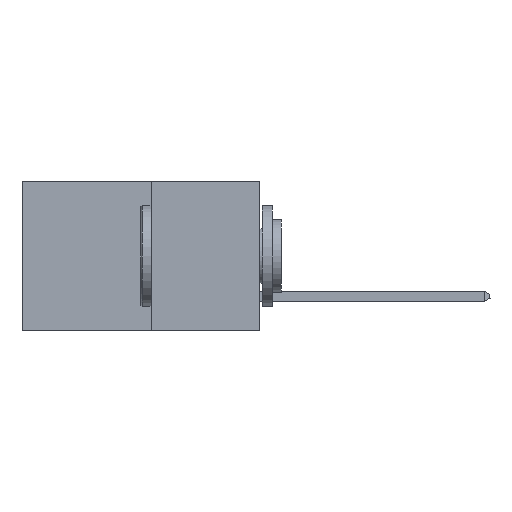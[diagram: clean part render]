
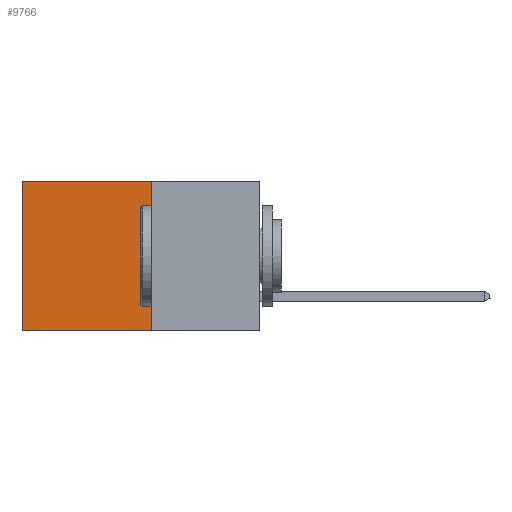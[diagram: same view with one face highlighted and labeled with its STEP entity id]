
A CAD part, left-side view. The second image highlights one B-rep face of the part: STEP entity #9766.
In plain terms, the highlighted planar face has unit normal (-1, 0, 0).
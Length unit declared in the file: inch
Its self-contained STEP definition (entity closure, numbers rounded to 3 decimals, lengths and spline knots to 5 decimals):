
#1198 = CARTESIAN_POINT ( 'NONE',  ( 0.277, 0.27, -0.37 ) ) ;
#3802 = VERTEX_POINT ( 'NONE', #6473 ) ;
#4069 = ORIENTED_EDGE ( 'NONE', *, *, #27360, .F. ) ;
#4176 = VERTEX_POINT ( 'NONE', #29098 ) ;
#5181 = FACE_OUTER_BOUND ( 'NONE', #26465, .T. ) ;
#5761 = VECTOR ( 'NONE', #8286, 39.37008 ) ;
#6308 = CARTESIAN_POINT ( 'NONE',  ( 0.277, 0.59, -0.37 ) ) ;
#6473 = CARTESIAN_POINT ( 'NONE',  ( 0.277, 0.59, -0.37 ) ) ;
#8286 = DIRECTION ( 'NONE',  ( 0., 1., 0. ) ) ;
#8866 = LINE ( 'NONE', #6308, #29477 ) ;
#9000 = CARTESIAN_POINT ( 'NONE',  ( 0.277, 0.27, 0. ) ) ;
#9061 = ORIENTED_EDGE ( 'NONE', *, *, #12697, .F. ) ;
#9766 = ADVANCED_FACE ( 'NONE', ( #5181 ), #26702, .F. ) ;
#10411 = AXIS2_PLACEMENT_3D ( 'NONE', #26813, #11293, #29343 ) ;
#10675 = DIRECTION ( 'NONE',  ( 0., 0., -1. ) ) ;
#11274 = DIRECTION ( 'NONE',  ( 0., 1., 0. ) ) ;
#11293 = DIRECTION ( 'NONE',  ( 1., 0., 0. ) ) ;
#12427 = VERTEX_POINT ( 'NONE', #1198 ) ;
#12686 = LINE ( 'NONE', #18662, #5761 ) ;
#12697 = EDGE_CURVE ( 'NONE', #12427, #3802, #12686, .T. ) ;
#15189 = LINE ( 'NONE', #19014, #22886 ) ;
#18344 = VECTOR ( 'NONE', #10675, 39.37008 ) ;
#18662 = CARTESIAN_POINT ( 'NONE',  ( 0.277, 0.27, -0.37 ) ) ;
#19014 = CARTESIAN_POINT ( 'NONE',  ( 0.277, 0.27, 0. ) ) ;
#19728 = EDGE_CURVE ( 'NONE', #4176, #3802, #8866, .T. ) ;
#21434 = ORIENTED_EDGE ( 'NONE', *, *, #19728, .T. ) ;
#22886 = VECTOR ( 'NONE', #11274, 39.37008 ) ;
#23661 = ORIENTED_EDGE ( 'NONE', *, *, #24825, .T. ) ;
#23848 = CARTESIAN_POINT ( 'NONE',  ( 0.277, 0.27, -0.37 ) ) ;
#24491 = DIRECTION ( 'NONE',  ( 0., 0., -1. ) ) ;
#24825 = EDGE_CURVE ( 'NONE', #31364, #4176, #15189, .T. ) ;
#26465 = EDGE_LOOP ( 'NONE', ( #21434, #9061, #4069, #23661 ) ) ;
#26702 = PLANE ( 'NONE',  #10411 ) ;
#26813 = CARTESIAN_POINT ( 'NONE',  ( 0.277, 0.27, -0.37 ) ) ;
#27360 = EDGE_CURVE ( 'NONE', #31364, #12427, #31933, .T. ) ;
#29098 = CARTESIAN_POINT ( 'NONE',  ( 0.277, 0.59, 0. ) ) ;
#29343 = DIRECTION ( 'NONE',  ( 0., 0., -1. ) ) ;
#29477 = VECTOR ( 'NONE', #24491, 39.37008 ) ;
#31364 = VERTEX_POINT ( 'NONE', #9000 ) ;
#31933 = LINE ( 'NONE', #23848, #18344 ) ;
